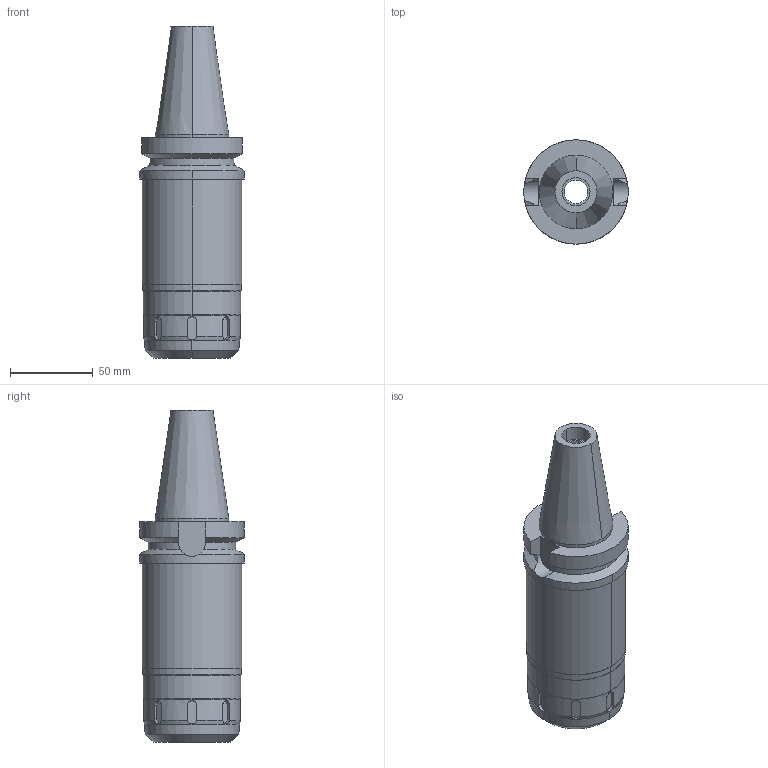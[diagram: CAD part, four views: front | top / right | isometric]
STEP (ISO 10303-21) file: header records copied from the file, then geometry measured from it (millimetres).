
FILE_DESCRIPTION((''),'2;1');
FILE_NAME('BT40-HMC25S-135','2018-06-11T',('ykawabe'),(''),'CREO PARAMETRIC BY PTC INC, 2016380','CREO PARAMETRIC BY PTC INC, 2016380','');
FILE_SCHEMA(('AUTOMOTIVE_DESIGN { 1 0 10303 214 1 1 1 1 }'));
Length unit declared in the file: millimetre
Products named in the file (1): BT40-HMC25S-135
Bounding box: 63 x 63 x 200.4 mm (x, y, z)
Volume: 367129.7 mm3; surface area: 50451.1 mm2
Topology: 1 solids, 1 shells, 101 faces, 293 edges, 201 vertices
Faces by surface type: cylinder 44, plane 39, cone 18
Entity records: 4635 total; most frequent: CARTESIAN_POINT 924, ORIENTED_EDGE 586, DIRECTION 562, PRESENTATION_STYLE_ASSIGNMENT 298, STYLED_ITEM 298, CURVE_STYLE 297, EDGE_CURVE 293, AXIS2_PLACEMENT_3D 220
